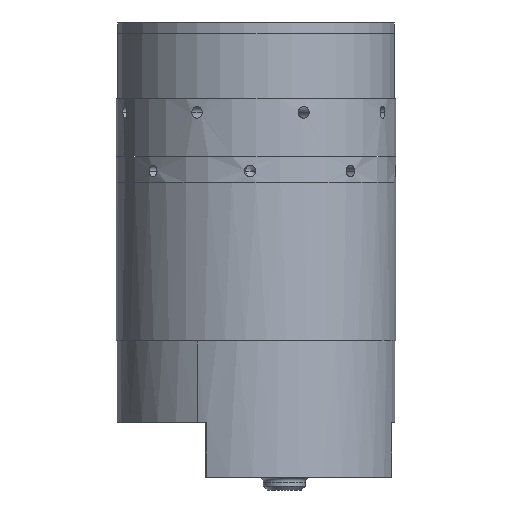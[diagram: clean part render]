
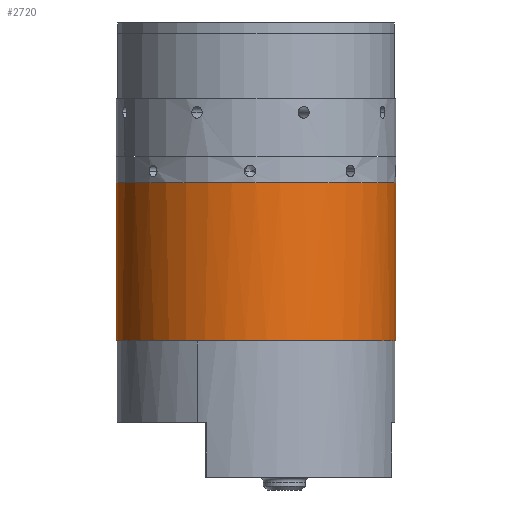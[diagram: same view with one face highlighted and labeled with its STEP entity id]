
A CAD part, front view. The second image highlights one B-rep face of the part: STEP entity #2720.
In plain terms, the highlighted cylindrical face has radius 30 mm (diameter 60 mm), a partial arc.
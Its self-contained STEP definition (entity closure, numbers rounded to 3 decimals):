
#41 = CIRCLE ( 'NONE', #5726, 30. ) ;
#100 = CARTESIAN_POINT ( 'NONE',  ( 0., 0., -20.8 ) ) ;
#250 = VERTEX_POINT ( 'NONE', #2353 ) ;
#555 = LINE ( 'NONE', #2605, #2689 ) ;
#660 = VERTEX_POINT ( 'NONE', #4360 ) ;
#896 = DIRECTION ( 'NONE',  ( 0., 0., 1. ) ) ;
#1733 = EDGE_LOOP ( 'NONE', ( #2995, #3238, #3281, #4836 ) ) ;
#1860 = CARTESIAN_POINT ( 'NONE',  ( 30., 0., -20.8 ) ) ;
#2353 = CARTESIAN_POINT ( 'NONE',  ( 30., 0., -20.8 ) ) ;
#2521 = EDGE_CURVE ( 'NONE', #660, #250, #41, .T. ) ;
#2533 = AXIS2_PLACEMENT_3D ( 'NONE', #5800, #6348, #2817 ) ;
#2588 = DIRECTION ( 'NONE',  ( 1., 0., 0. ) ) ;
#2605 = CARTESIAN_POINT ( 'NONE',  ( -30., 0., -20.8 ) ) ;
#2689 = VECTOR ( 'NONE', #4122, 1000. ) ;
#2720 = ADVANCED_FACE ( 'NONE', ( #4899 ), #5315, .T. ) ;
#2817 = DIRECTION ( 'NONE',  ( 1., 0., 0. ) ) ;
#2834 = LINE ( 'NONE', #1860, #5740 ) ;
#2995 = ORIENTED_EDGE ( 'NONE', *, *, #5020, .F. ) ;
#3069 = CARTESIAN_POINT ( 'NONE',  ( 0., 0., 13.2 ) ) ;
#3118 = DIRECTION ( 'NONE',  ( 1., 0., 0. ) ) ;
#3238 = ORIENTED_EDGE ( 'NONE', *, *, #2521, .T. ) ;
#3281 = ORIENTED_EDGE ( 'NONE', *, *, #3657, .T. ) ;
#3657 = EDGE_CURVE ( 'NONE', #250, #5251, #2834, .T. ) ;
#3736 = VERTEX_POINT ( 'NONE', #6292 ) ;
#4122 = DIRECTION ( 'NONE',  ( 0., 0., 1. ) ) ;
#4123 = DIRECTION ( 'NONE',  ( 0., 0., 1. ) ) ;
#4257 = AXIS2_PLACEMENT_3D ( 'NONE', #3069, #5051, #2588 ) ;
#4360 = CARTESIAN_POINT ( 'NONE',  ( -30., 0., -20.8 ) ) ;
#4666 = CIRCLE ( 'NONE', #4257, 30. ) ;
#4836 = ORIENTED_EDGE ( 'NONE', *, *, #5778, .T. ) ;
#4899 = FACE_OUTER_BOUND ( 'NONE', #1733, .T. ) ;
#5020 = EDGE_CURVE ( 'NONE', #660, #3736, #555, .T. ) ;
#5051 = DIRECTION ( 'NONE',  ( 0., 0., -1. ) ) ;
#5251 = VERTEX_POINT ( 'NONE', #5666 ) ;
#5315 = CYLINDRICAL_SURFACE ( 'NONE', #2533, 30. ) ;
#5666 = CARTESIAN_POINT ( 'NONE',  ( 30., 0., 13.2 ) ) ;
#5726 = AXIS2_PLACEMENT_3D ( 'NONE', #100, #4123, #3118 ) ;
#5740 = VECTOR ( 'NONE', #896, 1000. ) ;
#5778 = EDGE_CURVE ( 'NONE', #5251, #3736, #4666, .T. ) ;
#5800 = CARTESIAN_POINT ( 'NONE',  ( 0., 0., -20.8 ) ) ;
#6292 = CARTESIAN_POINT ( 'NONE',  ( -30., 0., 13.2 ) ) ;
#6348 = DIRECTION ( 'NONE',  ( 0., 0., 1. ) ) ;
